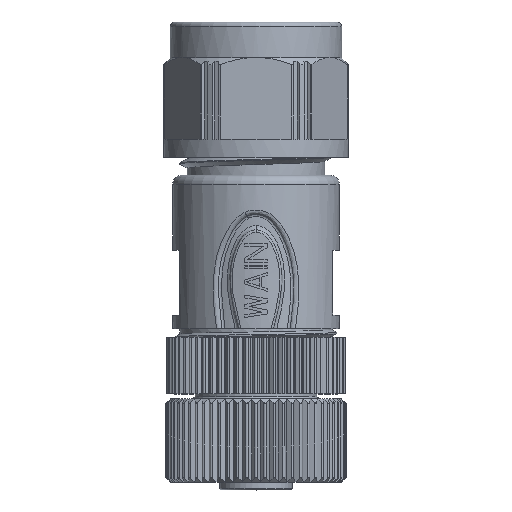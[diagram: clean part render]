
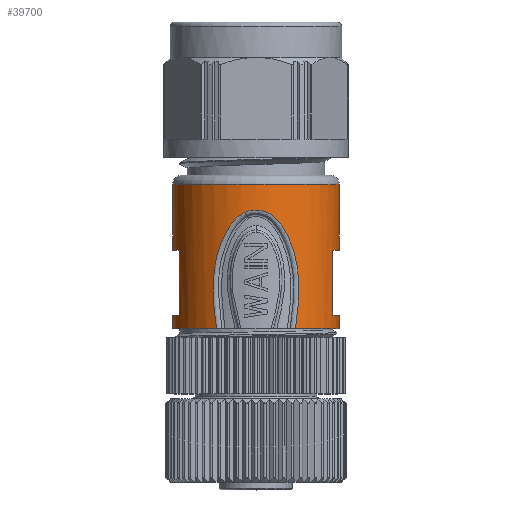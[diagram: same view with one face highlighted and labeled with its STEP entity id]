
A CAD part, top view. The second image highlights one B-rep face of the part: STEP entity #39700.
In plain terms, the highlighted cylindrical face has radius 9.25 mm (diameter 18.5 mm), a partial arc.
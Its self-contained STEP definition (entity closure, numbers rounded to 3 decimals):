
#4431=CARTESIAN_POINT('',(0.,7.8,0.));
#4432=DIRECTION('',(0.,1.,0.));
#4433=DIRECTION('',(0.473,0.,0.881));
#4434=AXIS2_PLACEMENT_3D('',#4431,#4432,#4433);
#4461=CARTESIAN_POINT('',(0.,7.8,0.));
#4462=DIRECTION('',(0.,1.,0.));
#4463=DIRECTION('',(-1.,0.,0.));
#4464=AXIS2_PLACEMENT_3D('',#4461,#4462,#4463);
#4508=CARTESIAN_POINT('',(-4.374,7.8,8.15));
#4510=DIRECTION('',(0.,1.,0.));
#4511=VECTOR('',#4510,1.5);
#4512=CARTESIAN_POINT('',(-9.25,7.8,0.));
#4513=LINE('',#4512,#4511);
#4514=DIRECTION('',(0.,1.,0.));
#4515=VECTOR('',#4514,7.2);
#4516=CARTESIAN_POINT('',(-8.5,9.3,3.649));
#4517=LINE('',#4516,#4515);
#4518=DIRECTION('',(0.,1.,0.));
#4519=VECTOR('',#4518,7.3);
#4520=CARTESIAN_POINT('',(-9.25,16.5,0.));
#4521=LINE('',#4520,#4519);
#4522=DIRECTION('',(0.,-1.,0.));
#4523=VECTOR('',#4522,7.2);
#4524=CARTESIAN_POINT('',(8.5,16.5,3.649));
#4525=LINE('',#4524,#4523);
#4526=CARTESIAN_POINT('',(-1.217,20.687,9.17));
#4527=CARTESIAN_POINT('',(-1.312,20.645,9.157));
#4528=CARTESIAN_POINT('',(-1.505,20.545,9.128));
#4529=CARTESIAN_POINT('',(-1.798,20.352,9.075));
#4530=CARTESIAN_POINT('',(-2.1,20.105,9.01));
#4531=CARTESIAN_POINT('',(-2.411,19.793,8.932));
#4532=CARTESIAN_POINT('',(-2.729,19.408,8.84));
#4533=CARTESIAN_POINT('',(-3.053,18.937,8.734));
#4534=CARTESIAN_POINT('',(-3.373,18.381,8.615));
#4535=CARTESIAN_POINT('',(-3.702,17.717,8.48));
#4536=CARTESIAN_POINT('',(-4.021,16.943,8.332));
#4537=CARTESIAN_POINT('',(-4.282,16.132,8.201));
#4538=CARTESIAN_POINT('',(-4.474,15.333,8.097));
#4539=CARTESIAN_POINT('',(-4.621,14.462,8.014));
#4540=CARTESIAN_POINT('',(-4.719,13.469,7.956));
#4541=CARTESIAN_POINT('',(-4.76,12.327,7.931));
#4542=CARTESIAN_POINT('',(-4.73,11.017,7.949));
#4543=CARTESIAN_POINT('',(-4.614,9.527,8.018));
#4544=CARTESIAN_POINT('',(-4.467,8.397,8.101));
#4545=CARTESIAN_POINT('',(-4.374,7.8,8.15));
#4547=DIRECTION('',(0.,1.,0.));
#4548=VECTOR('',#4547,1.5);
#4549=CARTESIAN_POINT('',(9.25,7.8,0.));
#4550=LINE('',#4549,#4548);
#4555=DIRECTION('',(0.,1.,0.));
#4556=VECTOR('',#4555,7.3);
#4557=CARTESIAN_POINT('',(9.25,16.5,0.));
#4558=LINE('',#4557,#4556);
#4597=CARTESIAN_POINT('',(0.,9.3,0.));
#4598=DIRECTION('',(0.,-1.,0.));
#4599=DIRECTION('',(1.,0.,0.));
#4600=AXIS2_PLACEMENT_3D('',#4597,#4598,#4599);
#4615=CARTESIAN_POINT('',(0.,16.5,0.));
#4616=DIRECTION('',(0.,1.,0.));
#4617=DIRECTION('',(0.919,0.,0.394));
#4618=AXIS2_PLACEMENT_3D('',#4615,#4616,#4617);
#4670=CARTESIAN_POINT('',(0.,23.8,0.));
#4671=DIRECTION('',(0.,-1.,0.));
#4672=DIRECTION('',(1.,0.,0.));
#4673=AXIS2_PLACEMENT_3D('',#4670,#4671,#4672);
#4675=CARTESIAN_POINT('',(0.,23.8,0.));
#4676=DIRECTION('',(0.,-1.,0.));
#4677=DIRECTION('',(1.,0.,0.007));
#4678=AXIS2_PLACEMENT_3D('',#4675,#4676,#4677);
#8438=CARTESIAN_POINT('',(0.,16.5,0.));
#8439=DIRECTION('',(0.,1.,0.));
#8440=DIRECTION('',(-1.,0.,0.));
#8441=AXIS2_PLACEMENT_3D('',#8438,#8439,#8440);
#8456=CARTESIAN_POINT('',(0.,9.3,0.));
#8457=DIRECTION('',(0.,-1.,0.));
#8458=DIRECTION('',(-0.919,0.,0.394));
#8459=AXIS2_PLACEMENT_3D('',#8456,#8457,#8458);
#9249=CARTESIAN_POINT('',(-1.217,20.687,9.17));
#9250=CARTESIAN_POINT('',(-1.135,20.725,9.18));
#9251=CARTESIAN_POINT('',(-0.963,20.794,
9.201));
#9252=CARTESIAN_POINT('',(-0.669,20.877,
9.227));
#9253=CARTESIAN_POINT('',(-0.354,20.928,
9.245));
#9254=CARTESIAN_POINT('',(-0.029,20.947,
9.252));
#9255=CARTESIAN_POINT('',(0.296,20.934,9.247));
#9256=CARTESIAN_POINT('',(0.613,20.889,9.231));
#9257=CARTESIAN_POINT('',(0.91,20.812,9.207));
#9258=CARTESIAN_POINT('',(1.196,20.703,9.174));
#9259=CARTESIAN_POINT('',(1.487,20.557,9.131));
#9260=CARTESIAN_POINT('',(1.784,20.364,9.078));
#9261=CARTESIAN_POINT('',(2.087,20.118,9.013));
#9262=CARTESIAN_POINT('',(2.401,19.807,8.935));
#9263=CARTESIAN_POINT('',(2.723,19.419,8.842));
#9264=CARTESIAN_POINT('',(3.048,18.946,8.736));
#9265=CARTESIAN_POINT('',(3.372,18.386,8.616));
#9266=CARTESIAN_POINT('',(3.702,17.716,8.48));
#9267=CARTESIAN_POINT('',(4.02,16.94,8.333));
#9268=CARTESIAN_POINT('',(4.283,16.117,8.2));
#9269=CARTESIAN_POINT('',(4.482,15.287,8.092));
#9270=CARTESIAN_POINT('',(4.631,14.393,8.008));
#9271=CARTESIAN_POINT('',(4.727,13.398,7.951));
#9272=CARTESIAN_POINT('',(4.764,12.267,7.929));
#9273=CARTESIAN_POINT('',(4.728,10.969,7.95));
#9274=CARTESIAN_POINT('',(4.607,9.494,8.022));
#9275=CARTESIAN_POINT('',(4.464,8.385,8.102));
#9276=CARTESIAN_POINT('',(4.379,7.8,8.148));
#9278=CARTESIAN_POINT('',(4.379,7.8,8.148));
#28828=VERTEX_POINT('',#4508);
#28841=VERTEX_POINT('',#9278);
#28842=CARTESIAN_POINT('',(9.25,7.8,0.));
#28843=VERTEX_POINT('',#28842);
#28861=CARTESIAN_POINT('',(-9.25,7.8,0.));
#28862=VERTEX_POINT('',#28861);
#28865=VERTEX_POINT('',#4526);
#28867=CARTESIAN_POINT('',(-9.25,9.3,0.));
#28868=VERTEX_POINT('',#28867);
#28869=CARTESIAN_POINT('',(-8.5,9.3,3.649));
#28870=VERTEX_POINT('',#28869);
#28871=CARTESIAN_POINT('',(-8.5,16.5,3.649));
#28872=VERTEX_POINT('',#28871);
#28873=CARTESIAN_POINT('',(-9.25,16.5,0.));
#28874=VERTEX_POINT('',#28873);
#28875=CARTESIAN_POINT('',(-9.25,23.8,0.));
#28876=VERTEX_POINT('',#28875);
#28877=CARTESIAN_POINT('',(9.25,23.8,0.064));
#28878=VERTEX_POINT('',#28877);
#28879=CARTESIAN_POINT('',(9.25,23.8,0.));
#28880=VERTEX_POINT('',#28879);
#28881=CARTESIAN_POINT('',(9.25,16.5,0.));
#28882=VERTEX_POINT('',#28881);
#28883=CARTESIAN_POINT('',(8.5,16.5,3.649));
#28884=VERTEX_POINT('',#28883);
#28885=CARTESIAN_POINT('',(8.5,9.3,3.649));
#28886=VERTEX_POINT('',#28885);
#28887=CARTESIAN_POINT('',(9.25,9.3,0.));
#28888=VERTEX_POINT('',#28887);
#39664=CARTESIAN_POINT('',(0.,1.7,0.));
#39665=DIRECTION('',(0.,1.,0.));
#39666=DIRECTION('',(1.,0.,0.));
#39667=AXIS2_PLACEMENT_3D('',#39664,#39665,#39666);
#39668=CYLINDRICAL_SURFACE('',#39667,9.25);
#39669=ORIENTED_EDGE('',*,*,#39485,.F.);
#39671=ORIENTED_EDGE('',*,*,#39670,.T.);
#39673=ORIENTED_EDGE('',*,*,#39672,.F.);
#39675=ORIENTED_EDGE('',*,*,#39674,.T.);
#39677=ORIENTED_EDGE('',*,*,#39676,.F.);
#39679=ORIENTED_EDGE('',*,*,#39678,.T.);
#39681=ORIENTED_EDGE('',*,*,#39680,.F.);
#39683=ORIENTED_EDGE('',*,*,#39682,.F.);
#39685=ORIENTED_EDGE('',*,*,#39684,.F.);
#39687=ORIENTED_EDGE('',*,*,#39686,.F.);
#39689=ORIENTED_EDGE('',*,*,#39688,.T.);
#39691=ORIENTED_EDGE('',*,*,#39690,.F.);
#39693=ORIENTED_EDGE('',*,*,#39692,.F.);
#39694=ORIENTED_EDGE('',*,*,#39455,.F.);
#39696=ORIENTED_EDGE('',*,*,#39695,.F.);
#39697=ORIENTED_EDGE('',*,*,#39654,.T.);
#39698=EDGE_LOOP('',(#39669,#39671,#39673,#39675,#39677,#39679,#39681,#39683,
#39685,#39687,#39689,#39691,#39693,#39694,#39696,#39697));
#39699=FACE_OUTER_BOUND('',#39698,.F.);
#39700=ADVANCED_FACE('',(#39699),#39668,.T.);
#4435=CIRCLE('',#4434,9.25);
#4465=CIRCLE('',#4464,9.25);
#4546=B_SPLINE_CURVE_WITH_KNOTS('',3,(#4526,#4527,#4528,#4529,#4530,#4531,#4532,
#4533,#4534,#4535,#4536,#4537,#4538,#4539,#4540,#4541,#4542,#4543,#4544,#4545),
.UNSPECIFIED.,.F.,.F.,(4,1,1,1,1,1,1,1,1,1,1,1,1,1,1,1,1,4),(0.,
0.059,0.118,0.176,0.235,
0.294,0.353,0.412,0.471,
0.529,0.588,0.647,0.706,
0.765,0.824,0.882,0.941,1.),
.UNSPECIFIED.);
#4601=CIRCLE('',#4600,9.25);
#4619=CIRCLE('',#4618,9.25);
#4674=CIRCLE('',#4673,9.25);
#4679=CIRCLE('',#4678,9.25);
#8442=CIRCLE('',#8441,9.25);
#8460=CIRCLE('',#8459,9.25);
#9277=B_SPLINE_CURVE_WITH_KNOTS('',3,(#9249,#9250,#9251,#9252,#9253,#9254,#9255,
#9256,#9257,#9258,#9259,#9260,#9261,#9262,#9263,#9264,#9265,#9266,#9267,#9268,
#9269,#9270,#9271,#9272,#9273,#9274,#9275,#9276),.UNSPECIFIED.,.F.,.F.,(4,1,1,1,
1,1,1,1,1,1,1,1,1,1,1,1,1,1,1,1,1,1,1,1,1,4),(0.,0.04,0.08,0.12,0.16,
0.2,0.24,0.28,0.32,0.36,0.4,0.44,0.48,0.52,0.56,0.6,
0.64,0.68,0.72,0.76,0.8,0.84,0.88,0.92,0.96,1.),
.UNSPECIFIED.);
#39455=EDGE_CURVE('',#28841,#28843,#4435,.T.);
#39485=EDGE_CURVE('',#28862,#28828,#4465,.T.);
#39654=EDGE_CURVE('',#28865,#28828,#4546,.T.);
#39670=EDGE_CURVE('',#28862,#28868,#4513,.T.);
#39672=EDGE_CURVE('',#28870,#28868,#8460,.T.);
#39674=EDGE_CURVE('',#28870,#28872,#4517,.T.);
#39676=EDGE_CURVE('',#28874,#28872,#8442,.T.);
#39678=EDGE_CURVE('',#28874,#28876,#4521,.T.);
#39680=EDGE_CURVE('',#28878,#28876,#4679,.T.);
#39682=EDGE_CURVE('',#28880,#28878,#4674,.T.);
#39684=EDGE_CURVE('',#28882,#28880,#4558,.T.);
#39686=EDGE_CURVE('',#28884,#28882,#4619,.T.);
#39688=EDGE_CURVE('',#28884,#28886,#4525,.T.);
#39690=EDGE_CURVE('',#28888,#28886,#4601,.T.);
#39692=EDGE_CURVE('',#28843,#28888,#4550,.T.);
#39695=EDGE_CURVE('',#28865,#28841,#9277,.T.);
